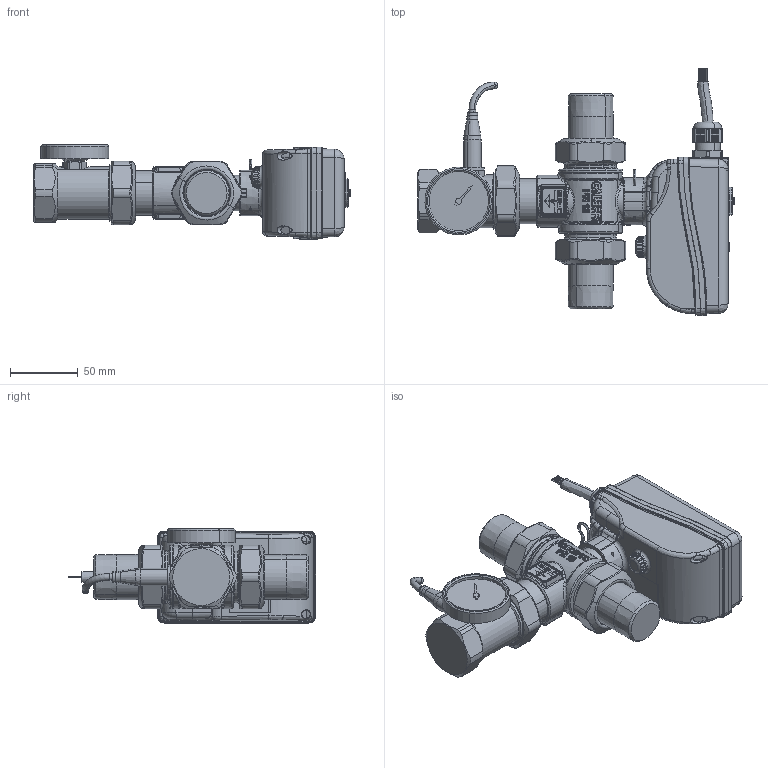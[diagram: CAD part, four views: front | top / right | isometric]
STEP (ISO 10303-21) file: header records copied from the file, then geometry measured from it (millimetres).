
FILE_DESCRIPTION(('CATIA V5 STEP Exchange'),'2;1');
FILE_NAME('ART_600061.stp','2016-09-29T06:24:10+00:00',('none'),('none'),'CATIA Version 5-6 Release 2014 SP5','CATIA V5 STEP AP203','none');
FILE_SCHEMA(('CONFIG_CONTROL_DESIGN'));
Products named in the file (1): ART_600061_01_AllCATPart
Bounding box: 234.3 x 182.65 x 69.5 mm (x, y, z)
Volume: 805615.8 mm3; surface area: 130344.1 mm2
Topology: 1 solids, 19 shells, 3045 faces, 7882 edges, 4781 vertices
Faces by surface type: bspline 1218, plane 722, cylinder 592, torus 169, sphere 158, cone 130, extrusion 56
Entity records: 155310 total; most frequent: CARTESIAN_POINT 97148, ORIENTED_EDGE 15359, EDGE_CURVE 7684, DIRECTION 6235, VERTEX_POINT 4782, B_SPLINE_CURVE_WITH_KNOTS 4131, EDGE_LOOP 3168, ADVANCED_FACE 3045
